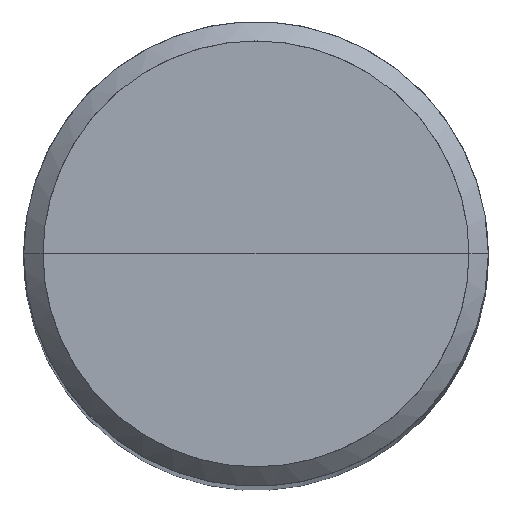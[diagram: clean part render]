
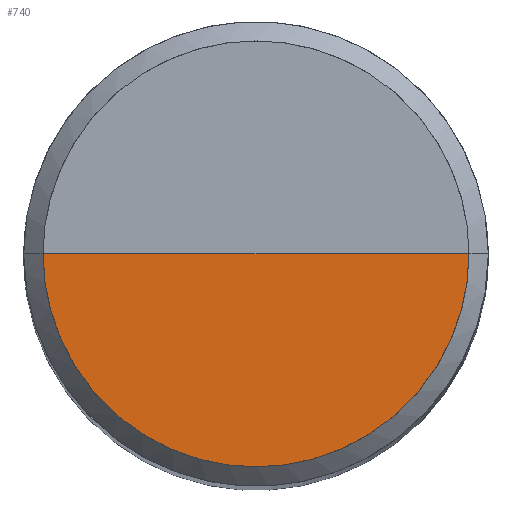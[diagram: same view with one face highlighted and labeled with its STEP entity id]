
A CAD part, top view. The second image highlights one B-rep face of the part: STEP entity #740.
In plain terms, the highlighted free-form (B-spline) face has degree [1, 2] with [2, 5] control points.
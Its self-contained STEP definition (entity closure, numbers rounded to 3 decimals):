
#342=CARTESIAN_POINT('',(2.75,0.0,42.0));
#346=CARTESIAN_POINT('',(-2.75,0.0,42.0));
#347=CARTESIAN_POINT('',(0.0,0.0,42.0));
#360=CARTESIAN_POINT('',(-2.75,-2.75,42.0));
#361=CARTESIAN_POINT('',(0.0,-2.75,42.0));
#362=CARTESIAN_POINT('',(2.75,-2.75,42.0));
#725=(
BOUNDED_SURFACE()
B_SPLINE_SURFACE(1,2,(
(#346,#360,#361,#362,#342),
(#347,#347,#347,#347,#347)
), .UNSPECIFIED.,.F.,.F.,.F.)
B_SPLINE_SURFACE_WITH_KNOTS((2,2),(3,2,3),(
0.0,1.0),(
0.0,0.5,1.0), .UNSPECIFIED.)
GEOMETRIC_REPRESENTATION_ITEM()
RATIONAL_B_SPLINE_SURFACE(((1.0,0.707,1.0,0.707,1.0),
(1.0,0.707,1.0,0.707,1.0)
))
REPRESENTATION_ITEM('')
SURFACE()
);
#726=(
BOUNDED_CURVE()
B_SPLINE_CURVE(2,(#342,#362,#361,#360,#346),.UNSPECIFIED.,.F.,.F.)
B_SPLINE_CURVE_WITH_KNOTS((3,2,3),
(0.0,0.5,1.0),.UNSPECIFIED.)
CURVE()
GEOMETRIC_REPRESENTATION_ITEM()
RATIONAL_B_SPLINE_CURVE((1.0,0.707,1.0,0.707,1.0))
REPRESENTATION_ITEM('')
);
#727=(
BOUNDED_CURVE()
B_SPLINE_CURVE(1,(#346,#347),.UNSPECIFIED.,.F.,.F.)
B_SPLINE_CURVE_WITH_KNOTS((2,2),
(0.0,1.0),.UNSPECIFIED.)
CURVE()
GEOMETRIC_REPRESENTATION_ITEM()
RATIONAL_B_SPLINE_CURVE((1.0,1.0))
REPRESENTATION_ITEM('')
);
#728=(
BOUNDED_CURVE()
B_SPLINE_CURVE(1,(#347,#342),.UNSPECIFIED.,.F.,.F.)
B_SPLINE_CURVE_WITH_KNOTS((2,2),
(0.0,1.0),.UNSPECIFIED.)
CURVE()
GEOMETRIC_REPRESENTATION_ITEM()
RATIONAL_B_SPLINE_CURVE((1.0,1.0))
REPRESENTATION_ITEM('')
);
#729=VERTEX_POINT('',#342);
#730=VERTEX_POINT('',#346);
#731=VERTEX_POINT('',#347);
#732=EDGE_CURVE('',#729,#730,#726,.T.);
#733=EDGE_CURVE('',#730,#731,#727,.T.);
#734=EDGE_CURVE('',#731,#729,#728,.T.);
#735=ORIENTED_EDGE('',*,*,#732,.T.);
#736=ORIENTED_EDGE('',*,*,#733,.T.);
#737=ORIENTED_EDGE('',*,*,#734,.T.);
#738=EDGE_LOOP('',(#735,#736,#737));
#739=FACE_OUTER_BOUND('',#738,.T.);
#740=ADVANCED_FACE('',(#739),#725,.T.);
